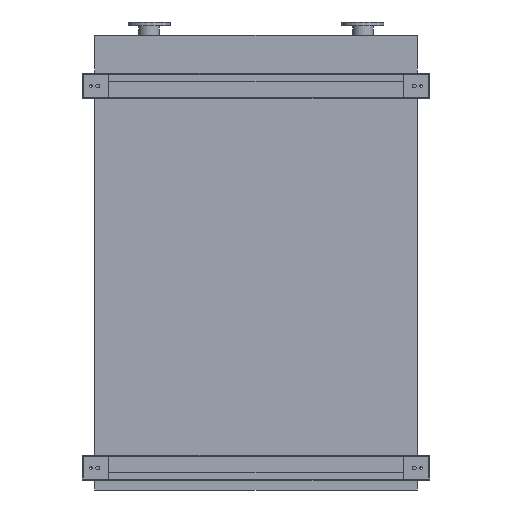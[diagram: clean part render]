
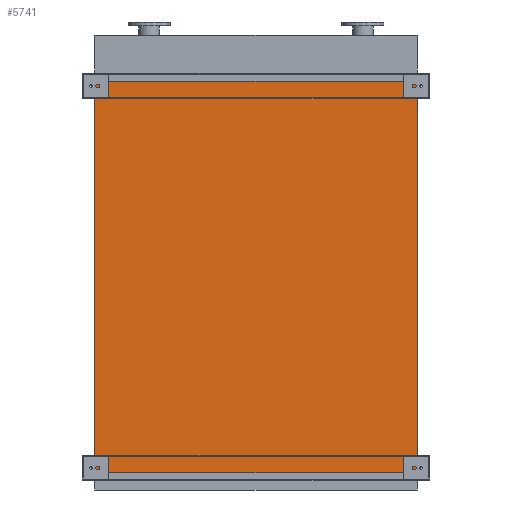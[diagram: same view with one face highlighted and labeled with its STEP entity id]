
A CAD part, front view. The second image highlights one B-rep face of the part: STEP entity #5741.
In plain terms, the highlighted planar face has unit normal (0, -1, 0).
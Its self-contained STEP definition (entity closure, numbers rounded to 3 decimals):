
#2571 = CARTESIAN_POINT ( 'NONE',  ( 845., 0., -2050. ) ) ;
#2901 = ORIENTED_EDGE ( 'NONE', *, *, #11808, .F. ) ;
#2913 = LINE ( 'NONE', #2571, #20963 ) ;
#5741 = ADVANCED_FACE ( 'NONE', ( #6492 ), #15026, .T. ) ;
#6136 = VECTOR ( 'NONE', #20645, 1000. ) ;
#6266 = EDGE_CURVE ( 'NONE', #14102, #6687, #10845, .T. ) ;
#6492 = FACE_OUTER_BOUND ( 'NONE', #13242, .T. ) ;
#6633 = CARTESIAN_POINT ( 'NONE',  ( 845., 0., -2050. ) ) ;
#6687 = VERTEX_POINT ( 'NONE', #17721 ) ;
#9362 = EDGE_CURVE ( 'NONE', #14102, #22344, #11070, .T. ) ;
#9629 = DIRECTION ( 'NONE',  ( 1., 0., 0. ) ) ;
#9742 = CARTESIAN_POINT ( 'NONE',  ( -845., 0., -2050. ) ) ;
#10737 = CARTESIAN_POINT ( 'NONE',  ( 845., 0., 0. ) ) ;
#10845 = LINE ( 'NONE', #22043, #20220 ) ;
#11070 = LINE ( 'NONE', #13616, #6136 ) ;
#11085 = VERTEX_POINT ( 'NONE', #10737 ) ;
#11465 = CARTESIAN_POINT ( 'NONE',  ( -845., 0., 0. ) ) ;
#11476 = DIRECTION ( 'NONE',  ( 0., 0., 1. ) ) ;
#11510 = VECTOR ( 'NONE', #9629, 1000. ) ;
#11569 = DIRECTION ( 'NONE',  ( 0., 0., -1. ) ) ;
#11614 = CARTESIAN_POINT ( 'NONE',  ( -845., 0., -2050. ) ) ;
#11808 = EDGE_CURVE ( 'NONE', #6687, #11085, #16205, .T. ) ;
#12666 = ORIENTED_EDGE ( 'NONE', *, *, #6266, .F. ) ;
#13218 = ORIENTED_EDGE ( 'NONE', *, *, #9362, .T. ) ;
#13242 = EDGE_LOOP ( 'NONE', ( #2901, #12666, #13218, #14332 ) ) ;
#13616 = CARTESIAN_POINT ( 'NONE',  ( -845., 0., -2050. ) ) ;
#14102 = VERTEX_POINT ( 'NONE', #11614 ) ;
#14180 = EDGE_CURVE ( 'NONE', #22344, #11085, #2913, .T. ) ;
#14332 = ORIENTED_EDGE ( 'NONE', *, *, #14180, .T. ) ;
#15026 = PLANE ( 'NONE',  #20629 ) ;
#16205 = LINE ( 'NONE', #11465, #11510 ) ;
#17721 = CARTESIAN_POINT ( 'NONE',  ( -845., 0., 0. ) ) ;
#20220 = VECTOR ( 'NONE', #11476, 1000. ) ;
#20629 = AXIS2_PLACEMENT_3D ( 'NONE', #9742, #22140, #11569 ) ;
#20638 = DIRECTION ( 'NONE',  ( 0., 0., 1. ) ) ;
#20645 = DIRECTION ( 'NONE',  ( 1., 0., 0. ) ) ;
#20963 = VECTOR ( 'NONE', #20638, 1000. ) ;
#22043 = CARTESIAN_POINT ( 'NONE',  ( -845., 0., -2050. ) ) ;
#22140 = DIRECTION ( 'NONE',  ( 0., -1., 0. ) ) ;
#22344 = VERTEX_POINT ( 'NONE', #6633 ) ;
